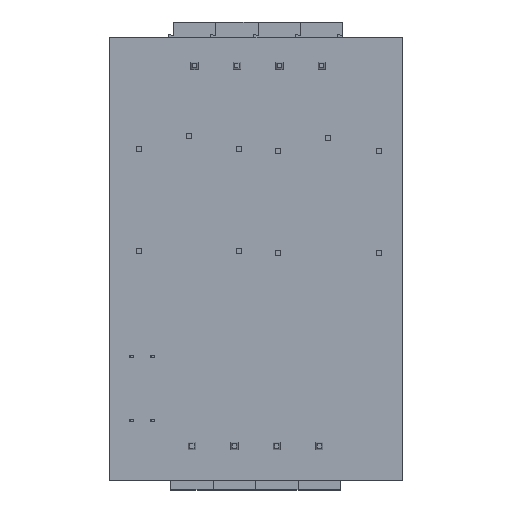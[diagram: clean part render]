
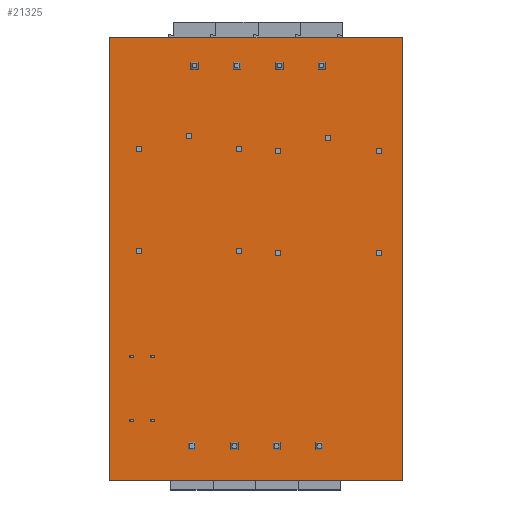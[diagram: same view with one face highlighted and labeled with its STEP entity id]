
A CAD part, top view. The second image highlights one B-rep face of the part: STEP entity #21325.
In plain terms, the highlighted planar face has unit normal (0, 0, 1).
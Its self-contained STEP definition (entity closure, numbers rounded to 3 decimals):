
#6 = DIRECTION ( 'NONE',  ( 1., 0., 0. ) ) ;
#719 = DIRECTION ( 'NONE',  ( -1., 0., 0. ) ) ;
#910 = CARTESIAN_POINT ( 'NONE',  ( 17.5, 26.5, 1.5 ) ) ;
#1429 = VERTEX_POINT ( 'NONE', #21991 ) ;
#1554 = ORIENTED_EDGE ( 'NONE', *, *, #16495, .T. ) ;
#2380 = LINE ( 'NONE', #5999, #12822 ) ;
#3022 = EDGE_LOOP ( 'NONE', ( #4453, #8119, #1554, #16215 ) ) ;
#4061 = VECTOR ( 'NONE', #8021, 1000. ) ;
#4453 = ORIENTED_EDGE ( 'NONE', *, *, #12422, .T. ) ;
#5623 = DIRECTION ( 'NONE',  ( 1., 0., 0. ) ) ;
#5845 = LINE ( 'NONE', #15824, #8135 ) ;
#5999 = CARTESIAN_POINT ( 'NONE',  ( -17.5, 26.5, 1.5 ) ) ;
#6405 = VERTEX_POINT ( 'NONE', #16069 ) ;
#8021 = DIRECTION ( 'NONE',  ( 0., 1., 0. ) ) ;
#8119 = ORIENTED_EDGE ( 'NONE', *, *, #11227, .T. ) ;
#8135 = VECTOR ( 'NONE', #14015, 1000. ) ;
#9597 = EDGE_CURVE ( 'NONE', #6405, #1429, #19096, .T. ) ;
#10877 = CARTESIAN_POINT ( 'NONE',  ( -17.5, -26.5, 1.5 ) ) ;
#11227 = EDGE_CURVE ( 'NONE', #20571, #23241, #2380, .T. ) ;
#12172 = PLANE ( 'NONE',  #18285 ) ;
#12422 = EDGE_CURVE ( 'NONE', #1429, #20571, #13639, .T. ) ;
#12432 = CARTESIAN_POINT ( 'NONE',  ( 17.5, 26.5, 1.5 ) ) ;
#12790 = CARTESIAN_POINT ( 'NONE',  ( 0., 0., 1.5 ) ) ;
#12822 = VECTOR ( 'NONE', #719, 1000. ) ;
#13491 = FACE_OUTER_BOUND ( 'NONE', #3022, .T. ) ;
#13639 = LINE ( 'NONE', #910, #4061 ) ;
#14015 = DIRECTION ( 'NONE',  ( 0., -1., 0. ) ) ;
#14074 = CARTESIAN_POINT ( 'NONE',  ( -17.5, 26.5, 1.5 ) ) ;
#14306 = VECTOR ( 'NONE', #6, 1000. ) ;
#15824 = CARTESIAN_POINT ( 'NONE',  ( -17.5, 26.5, 1.5 ) ) ;
#16069 = CARTESIAN_POINT ( 'NONE',  ( -17.5, -26.5, 1.5 ) ) ;
#16215 = ORIENTED_EDGE ( 'NONE', *, *, #9597, .T. ) ;
#16495 = EDGE_CURVE ( 'NONE', #23241, #6405, #5845, .T. ) ;
#18285 = AXIS2_PLACEMENT_3D ( 'NONE', #12790, #19043, #5623 ) ;
#19043 = DIRECTION ( 'NONE',  ( 0., 0., 1. ) ) ;
#19096 = LINE ( 'NONE', #10877, #14306 ) ;
#20571 = VERTEX_POINT ( 'NONE', #12432 ) ;
#21325 = ADVANCED_FACE ( 'NONE', ( #13491 ), #12172, .T. ) ;
#21991 = CARTESIAN_POINT ( 'NONE',  ( 17.5, -26.5, 1.5 ) ) ;
#23241 = VERTEX_POINT ( 'NONE', #14074 ) ;
